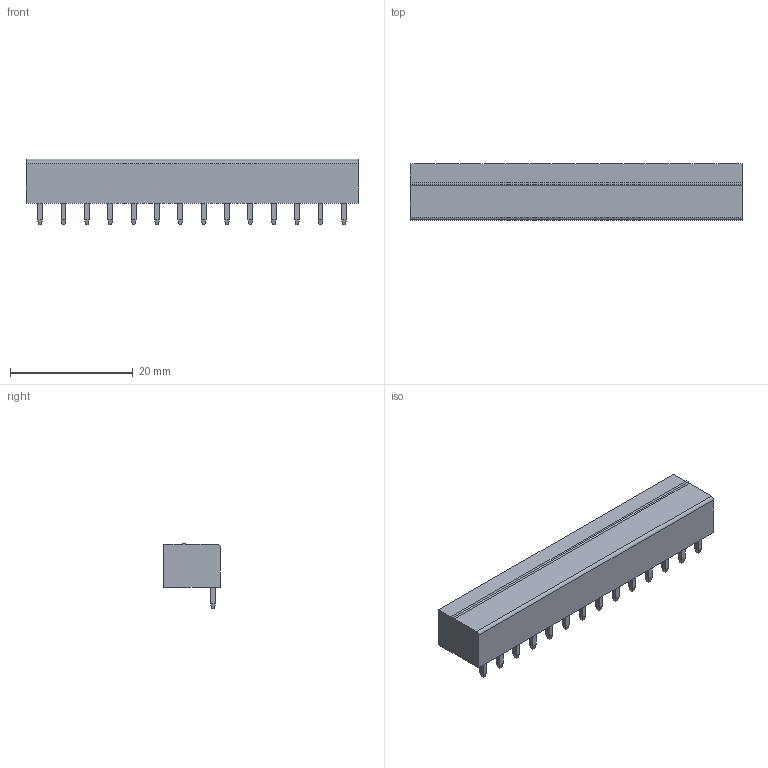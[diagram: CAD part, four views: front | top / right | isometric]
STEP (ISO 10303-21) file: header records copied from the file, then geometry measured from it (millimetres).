
FILE_DESCRIPTION(('FreeCAD Model'),'2;1');
FILE_NAME('Open CASCADE Shape Model','2024-11-10T21:21:10',(''),(''), 'Open CASCADE STEP processor 7.6','FreeCAD','Unknown');
FILE_SCHEMA(('AUTOMOTIVE_DESIGN { 1 0 10303 214 1 1 1 1 }'));
Length unit declared in the file: millimetre
Products named in the file (1): CUI_DEVICES_TBP02R1-381-14BE
Bounding box: 54.13 x 9.2 x 10.7 mm (x, y, z)
Volume: 2044.4 mm3; surface area: 4217.7 mm2
Topology: 1 solids, 1 shells, 543 faces, 1343 edges, 858 vertices
Faces by surface type: plane 471, cylinder 72
Entity records: 19539 total; most frequent: CARTESIAN_POINT 2745, ORIENTED_EDGE 2686, DIRECTION 2575, EDGE_CURVE 1343, LINE 1199, VECTOR 1199, VERTEX_POINT 858, AXIS2_PLACEMENT_3D 688
